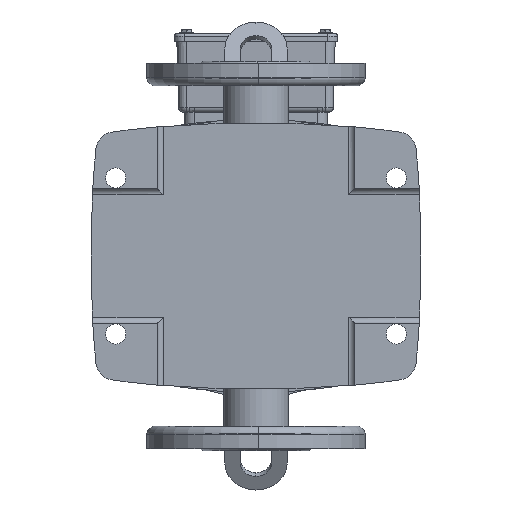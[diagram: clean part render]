
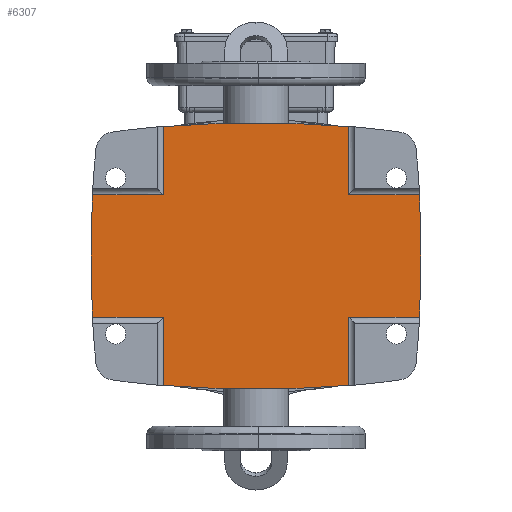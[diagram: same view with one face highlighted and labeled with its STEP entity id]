
A CAD part, front view. The second image highlights one B-rep face of the part: STEP entity #6307.
In plain terms, the highlighted planar face has unit normal (0, -1, 0).
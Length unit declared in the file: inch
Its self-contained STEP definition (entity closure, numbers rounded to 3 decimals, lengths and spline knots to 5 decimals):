
#1639 = LINE ( 'NONE', #7505, #4440 ) ;
#2671 = EDGE_LOOP ( 'NONE', ( #3501, #34581, #5695, #9368, #13189, #9864, #30099, #32623, #38307, #38681, #23297, #28387, #26325, #11811 ) ) ;
#2849 = DIRECTION ( 'NONE',  ( 0., 1., 0. ) ) ;
#2955 = CARTESIAN_POINT ( 'NONE',  ( 12.35395, 1.77331, 42.59622 ) ) ;
#3443 = DIRECTION ( 'NONE',  ( 1., 0., 0. ) ) ;
#3501 = ORIENTED_EDGE ( 'NONE', *, *, #24362, .F. ) ;
#4353 = DIRECTION ( 'NONE',  ( 1., 0., 0. ) ) ;
#4440 = VECTOR ( 'NONE', #4353, 39.37008 ) ;
#4490 = LINE ( 'NONE', #6298, #23725 ) ;
#5130 = VECTOR ( 'NONE', #11703, 39.37008 ) ;
#5695 = ORIENTED_EDGE ( 'NONE', *, *, #8027, .T. ) ;
#6298 = CARTESIAN_POINT ( 'NONE',  ( 14.6902, 1.77331, 24.08953 ) ) ;
#6307 = ADVANCED_FACE ( 'NONE', ( #25974 ), #12469, .F. ) ;
#6553 = DIRECTION ( 'NONE',  ( 1., 0., 0. ) ) ;
#6811 = DIRECTION ( 'NONE',  ( 0., -1., 0. ) ) ;
#6938 = EDGE_CURVE ( 'NONE', #19314, #23260, #16991, .T. ) ;
#7505 = CARTESIAN_POINT ( 'NONE',  ( 7.7575, 1.77331, 21.03572 ) ) ;
#8027 = EDGE_CURVE ( 'NONE', #26558, #17608, #21666, .T. ) ;
#8079 = VERTEX_POINT ( 'NONE', #12338 ) ;
#8387 = LINE ( 'NONE', #38429, #14081 ) ;
#8574 = CARTESIAN_POINT ( 'NONE',  ( -10.74841, 1.77331, 19.49307 ) ) ;
#8920 = DIRECTION ( 'NONE',  ( 0., 0., -1. ) ) ;
#9008 = AXIS2_PLACEMENT_3D ( 'NONE', #30465, #6811, #6553 ) ;
#9052 = EDGE_CURVE ( 'NONE', #18395, #18393, #11684, .T. ) ;
#9328 = LINE ( 'NONE', #18386, #25318 ) ;
#9368 = ORIENTED_EDGE ( 'NONE', *, *, #36149, .T. ) ;
#9495 = AXIS2_PLACEMENT_3D ( 'NONE', #8574, #26729, #20558 ) ;
#9554 = CARTESIAN_POINT ( 'NONE',  ( 10.0177, 1.77331, 16.22874 ) ) ;
#9864 = ORIENTED_EDGE ( 'NONE', *, *, #26271, .F. ) ;
#10466 = CIRCLE ( 'NONE', #12830, 27.26527 ) ;
#11178 = VECTOR ( 'NONE', #23486, 39.37008 ) ;
#11394 = DIRECTION ( 'NONE',  ( 1., 0., 0. ) ) ;
#11684 = LINE ( 'NONE', #23740, #11178 ) ;
#11703 = DIRECTION ( 'NONE',  ( 0., 0., -1. ) ) ;
#11811 = ORIENTED_EDGE ( 'NONE', *, *, #13279, .T. ) ;
#12126 = VERTEX_POINT ( 'NONE', #38321 ) ;
#12338 = CARTESIAN_POINT ( 'NONE',  ( 8.23472, 1.77331, 21.03572 ) ) ;
#12469 = PLANE ( 'NONE',  #19048 ) ;
#12695 = EDGE_CURVE ( 'NONE', #36448, #18393, #20309, .T. ) ;
#12830 = AXIS2_PLACEMENT_3D ( 'NONE', #34029, #15927, #25003 ) ;
#13189 = ORIENTED_EDGE ( 'NONE', *, *, #28643, .F. ) ;
#13279 = EDGE_CURVE ( 'NONE', #12126, #28681, #10466, .T. ) ;
#13552 = LINE ( 'NONE', #17624, #33292 ) ;
#14004 = CARTESIAN_POINT ( 'NONE',  ( 14.6902, 1.77331, 22.75741 ) ) ;
#14081 = VECTOR ( 'NONE', #8920, 39.37008 ) ;
#14558 = AXIS2_PLACEMENT_3D ( 'NONE', #2955, #17941, #38878 ) ;
#14585 = CARTESIAN_POINT ( 'NONE',  ( 8.19104, 1.77331, 19.49307 ) ) ;
#15739 = CARTESIAN_POINT ( 'NONE',  ( 16.47319, 1.77331, 17.95042 ) ) ;
#15927 = DIRECTION ( 'NONE',  ( 0., -1., 0. ) ) ;
#16615 = CARTESIAN_POINT ( 'NONE',  ( 35.45631, 1.77331, 19.49307 ) ) ;
#16991 = CIRCLE ( 'NONE', #28879, 27.26527 ) ;
#17608 = VERTEX_POINT ( 'NONE', #32463 ) ;
#17624 = CARTESIAN_POINT ( 'NONE',  ( 7.7575, 1.77331, 17.95042 ) ) ;
#17941 = DIRECTION ( 'NONE',  ( 0., 1., 0. ) ) ;
#18386 = CARTESIAN_POINT ( 'NONE',  ( 7.7575, 1.77331, 21.03572 ) ) ;
#18393 = VERTEX_POINT ( 'NONE', #9554 ) ;
#18395 = VERTEX_POINT ( 'NONE', #21530 ) ;
#18485 = CARTESIAN_POINT ( 'NONE',  ( 14.6902, 1.77331, 17.95042 ) ) ;
#18886 = VERTEX_POINT ( 'NONE', #24368 ) ;
#19048 = AXIS2_PLACEMENT_3D ( 'NONE', #33472, #27845, #33735 ) ;
#19314 = VERTEX_POINT ( 'NONE', #22905 ) ;
#19386 = EDGE_CURVE ( 'NONE', #20963, #38173, #38760, .T. ) ;
#20104 = CARTESIAN_POINT ( 'NONE',  ( 14.6902, 1.77331, 16.22874 ) ) ;
#20309 = CIRCLE ( 'NONE', #14558, 26.47079 ) ;
#20558 = DIRECTION ( 'NONE',  ( 1., 0., 0. ) ) ;
#20963 = VERTEX_POINT ( 'NONE', #18485 ) ;
#21128 = AXIS2_PLACEMENT_3D ( 'NONE', #29765, #2849, #35781 ) ;
#21134 = LINE ( 'NONE', #38827, #5130 ) ;
#21530 = CARTESIAN_POINT ( 'NONE',  ( 10.0177, 1.77331, 17.95042 ) ) ;
#21588 = CARTESIAN_POINT ( 'NONE',  ( 7.7575, 1.77331, 17.95042 ) ) ;
#21666 = CIRCLE ( 'NONE', #9008, 26.47079 ) ;
#22013 = CIRCLE ( 'NONE', #21128, 27.26527 ) ;
#22905 = CARTESIAN_POINT ( 'NONE',  ( 8.23472, 1.77331, 17.95042 ) ) ;
#23260 = VERTEX_POINT ( 'NONE', #14585 ) ;
#23297 = ORIENTED_EDGE ( 'NONE', *, *, #25654, .F. ) ;
#23486 = DIRECTION ( 'NONE',  ( 0., 0., -1. ) ) ;
#23725 = VECTOR ( 'NONE', #36208, 39.37008 ) ;
#23740 = CARTESIAN_POINT ( 'NONE',  ( 10.0177, 1.77331, 24.08953 ) ) ;
#24362 = EDGE_CURVE ( 'NONE', #18886, #28681, #9328, .T. ) ;
#24368 = CARTESIAN_POINT ( 'NONE',  ( 14.6902, 1.77331, 21.03572 ) ) ;
#24665 = EDGE_CURVE ( 'NONE', #19314, #18395, #13552, .T. ) ;
#24751 = EDGE_CURVE ( 'NONE', #26558, #18886, #4490, .T. ) ;
#25003 = DIRECTION ( 'NONE',  ( 1., 0., 0. ) ) ;
#25132 = CARTESIAN_POINT ( 'NONE',  ( 16.47319, 1.77331, 21.03572 ) ) ;
#25318 = VECTOR ( 'NONE', #11394, 39.37008 ) ;
#25544 = DIRECTION ( 'NONE',  ( 0., 1., 0. ) ) ;
#25654 = EDGE_CURVE ( 'NONE', #20963, #36448, #8387, .T. ) ;
#25974 = FACE_OUTER_BOUND ( 'NONE', #2671, .T. ) ;
#26271 = EDGE_CURVE ( 'NONE', #23260, #8079, #22013, .T. ) ;
#26325 = ORIENTED_EDGE ( 'NONE', *, *, #30654, .T. ) ;
#26558 = VERTEX_POINT ( 'NONE', #14004 ) ;
#26729 = DIRECTION ( 'NONE',  ( 0., -1., 0. ) ) ;
#27845 = DIRECTION ( 'NONE',  ( 0., 1., 0. ) ) ;
#28387 = ORIENTED_EDGE ( 'NONE', *, *, #19386, .T. ) ;
#28643 = EDGE_CURVE ( 'NONE', #8079, #34969, #1639, .T. ) ;
#28681 = VERTEX_POINT ( 'NONE', #25132 ) ;
#28879 = AXIS2_PLACEMENT_3D ( 'NONE', #16615, #25544, #31965 ) ;
#29662 = CARTESIAN_POINT ( 'NONE',  ( 10.0177, 1.77331, 21.03572 ) ) ;
#29765 = CARTESIAN_POINT ( 'NONE',  ( 35.45631, 1.77331, 19.49307 ) ) ;
#30099 = ORIENTED_EDGE ( 'NONE', *, *, #6938, .F. ) ;
#30465 = CARTESIAN_POINT ( 'NONE',  ( 12.35395, 1.77331, -3.61008 ) ) ;
#30654 = EDGE_CURVE ( 'NONE', #38173, #12126, #37668, .T. ) ;
#31965 = DIRECTION ( 'NONE',  ( 1., 0., 0. ) ) ;
#32463 = CARTESIAN_POINT ( 'NONE',  ( 10.0177, 1.77331, 22.75741 ) ) ;
#32623 = ORIENTED_EDGE ( 'NONE', *, *, #24665, .T. ) ;
#33292 = VECTOR ( 'NONE', #38439, 39.37008 ) ;
#33472 = CARTESIAN_POINT ( 'NONE',  ( 7.7575, 1.77331, 21.03572 ) ) ;
#33735 = DIRECTION ( 'NONE',  ( 1., 0., 0. ) ) ;
#34029 = CARTESIAN_POINT ( 'NONE',  ( -10.74841, 1.77331, 19.49307 ) ) ;
#34110 = VECTOR ( 'NONE', #3443, 39.37008 ) ;
#34581 = ORIENTED_EDGE ( 'NONE', *, *, #24751, .F. ) ;
#34969 = VERTEX_POINT ( 'NONE', #29662 ) ;
#35781 = DIRECTION ( 'NONE',  ( 1., 0., 0. ) ) ;
#36149 = EDGE_CURVE ( 'NONE', #17608, #34969, #21134, .T. ) ;
#36208 = DIRECTION ( 'NONE',  ( 0., 0., -1. ) ) ;
#36448 = VERTEX_POINT ( 'NONE', #20104 ) ;
#37668 = CIRCLE ( 'NONE', #9495, 27.26527 ) ;
#38173 = VERTEX_POINT ( 'NONE', #15739 ) ;
#38307 = ORIENTED_EDGE ( 'NONE', *, *, #9052, .T. ) ;
#38321 = CARTESIAN_POINT ( 'NONE',  ( 16.51686, 1.77331, 19.49307 ) ) ;
#38429 = CARTESIAN_POINT ( 'NONE',  ( 14.6902, 1.77331, 24.08953 ) ) ;
#38439 = DIRECTION ( 'NONE',  ( 1., 0., 0. ) ) ;
#38681 = ORIENTED_EDGE ( 'NONE', *, *, #12695, .F. ) ;
#38760 = LINE ( 'NONE', #21588, #34110 ) ;
#38827 = CARTESIAN_POINT ( 'NONE',  ( 10.0177, 1.77331, 24.08953 ) ) ;
#38878 = DIRECTION ( 'NONE',  ( 1., 0., 0. ) ) ;
